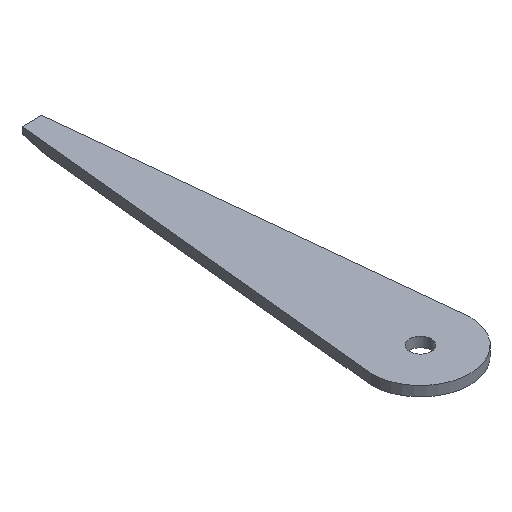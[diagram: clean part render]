
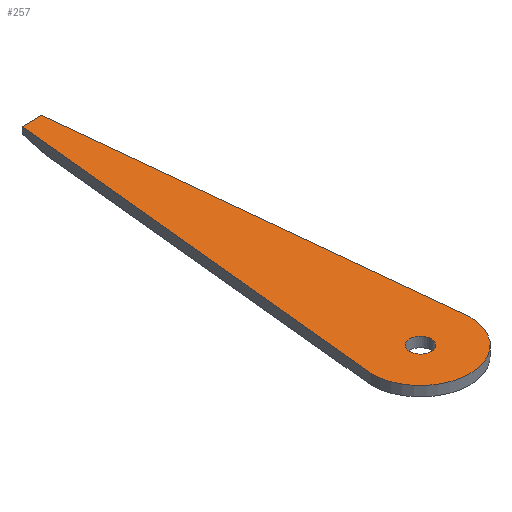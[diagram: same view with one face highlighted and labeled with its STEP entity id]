
A CAD part, isometric view. The second image highlights one B-rep face of the part: STEP entity #257.
In plain terms, the highlighted planar face has unit normal (0, 0, 1).
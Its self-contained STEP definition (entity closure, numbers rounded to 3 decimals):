
#6 = ORIENTED_EDGE ( 'NONE', *, *, #254, .T. ) ;
#8 = AXIS2_PLACEMENT_3D ( 'NONE', #199, #243, #38 ) ;
#19 = CARTESIAN_POINT ( 'NONE',  ( 0., 0., 3. ) ) ;
#24 = VERTEX_POINT ( 'NONE', #133 ) ;
#29 = CARTESIAN_POINT ( 'NONE',  ( 0., 0., 3. ) ) ;
#31 = CARTESIAN_POINT ( 'NONE',  ( -3., 118., 3. ) ) ;
#32 = ORIENTED_EDGE ( 'NONE', *, *, #60, .T. ) ;
#37 = DIRECTION ( 'NONE',  ( 1., 0., 0. ) ) ;
#38 = DIRECTION ( 'NONE',  ( 1., 0., 0. ) ) ;
#43 = VECTOR ( 'NONE', #131, 1000. ) ;
#51 = LINE ( 'NONE', #83, #123 ) ;
#57 = DIRECTION ( 'NONE',  ( 0., 0., 1. ) ) ;
#60 = EDGE_CURVE ( 'NONE', #188, #96, #148, .T. ) ;
#73 = VERTEX_POINT ( 'NONE', #187 ) ;
#83 = CARTESIAN_POINT ( 'NONE',  ( -3., 118., 3. ) ) ;
#96 = VERTEX_POINT ( 'NONE', #162 ) ;
#107 = DIRECTION ( 'NONE',  ( 0., 0., -1. ) ) ;
#108 = CIRCLE ( 'NONE', #248, 3.3 ) ;
#111 = LINE ( 'NONE', #143, #43 ) ;
#114 = CARTESIAN_POINT ( 'NONE',  ( 3., 118., 3. ) ) ;
#122 = DIRECTION ( 'NONE',  ( -1., 0., 0. ) ) ;
#123 = VECTOR ( 'NONE', #173, 1000. ) ;
#125 = EDGE_CURVE ( 'NONE', #24, #188, #111, .T. ) ;
#130 = EDGE_LOOP ( 'NONE', ( #215, #161, #32, #306 ) ) ;
#131 = DIRECTION ( 'NONE',  ( -0.101, 0.995, 0. ) ) ;
#133 = CARTESIAN_POINT ( 'NONE',  ( 15., 0., 3. ) ) ;
#136 = AXIS2_PLACEMENT_3D ( 'NONE', #29, #57, #37 ) ;
#143 = CARTESIAN_POINT ( 'NONE',  ( 3., 118., 3. ) ) ;
#148 = LINE ( 'NONE', #31, #155 ) ;
#155 = VECTOR ( 'NONE', #169, 1000. ) ;
#156 = PLANE ( 'NONE',  #8 ) ;
#161 = ORIENTED_EDGE ( 'NONE', *, *, #125, .T. ) ;
#162 = CARTESIAN_POINT ( 'NONE',  ( -3., 118., 3. ) ) ;
#169 = DIRECTION ( 'NONE',  ( -1., 0., 0. ) ) ;
#173 = DIRECTION ( 'NONE',  ( -0.101, -0.995, 0. ) ) ;
#187 = CARTESIAN_POINT ( 'NONE',  ( -3.3, 0., 3. ) ) ;
#188 = VERTEX_POINT ( 'NONE', #114 ) ;
#198 = FACE_BOUND ( 'NONE', #240, .T. ) ;
#199 = CARTESIAN_POINT ( 'NONE',  ( 0., 0., 3. ) ) ;
#208 = VERTEX_POINT ( 'NONE', #264 ) ;
#215 = ORIENTED_EDGE ( 'NONE', *, *, #226, .T. ) ;
#226 = EDGE_CURVE ( 'NONE', #208, #24, #273, .T. ) ;
#240 = EDGE_LOOP ( 'NONE', ( #6 ) ) ;
#242 = FACE_OUTER_BOUND ( 'NONE', #130, .T. ) ;
#243 = DIRECTION ( 'NONE',  ( 0., 0., 1. ) ) ;
#248 = AXIS2_PLACEMENT_3D ( 'NONE', #19, #107, #122 ) ;
#254 = EDGE_CURVE ( 'NONE', #73, #73, #108, .T. ) ;
#257 = ADVANCED_FACE ( 'NONE', ( #198, #242 ), #156, .T. ) ;
#264 = CARTESIAN_POINT ( 'NONE',  ( -15., 0., 3. ) ) ;
#273 = CIRCLE ( 'NONE', #136, 15. ) ;
#279 = EDGE_CURVE ( 'NONE', #96, #208, #51, .T. ) ;
#306 = ORIENTED_EDGE ( 'NONE', *, *, #279, .T. ) ;
